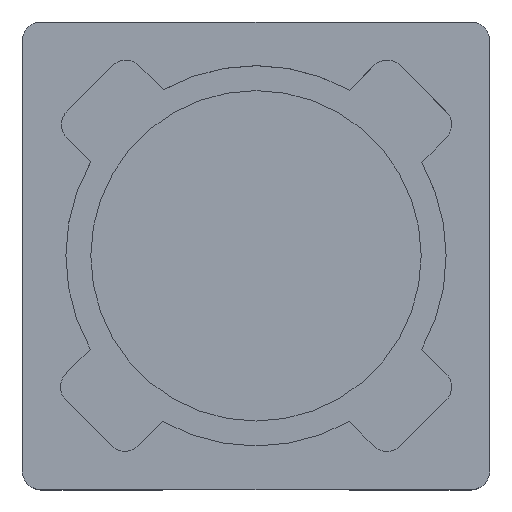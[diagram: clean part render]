
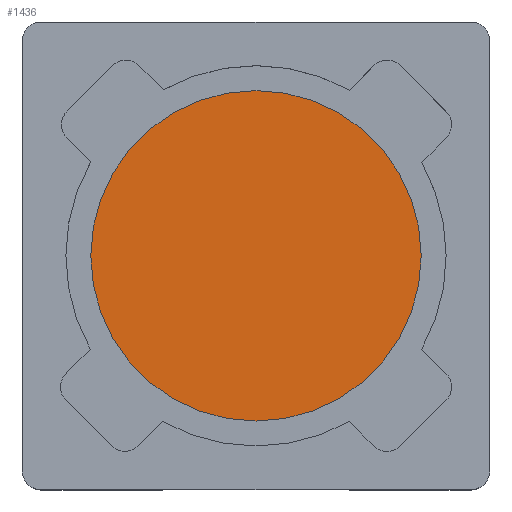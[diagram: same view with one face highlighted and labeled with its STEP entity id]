
A CAD part, top view. The second image highlights one B-rep face of the part: STEP entity #1436.
In plain terms, the highlighted planar face has unit normal (0, 0, 1).
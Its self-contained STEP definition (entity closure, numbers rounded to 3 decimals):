
#1356=CARTESIAN_POINT('',(2.65,0.0,3.55));
#1357=VERTEX_POINT('',#1356);
#1366=CARTESIAN_POINT('',(-2.65,0.,3.55));
#1367=VERTEX_POINT('',#1366);
#1368=CARTESIAN_POINT('',(0.0,0.0,3.55));
#1369=DIRECTION('',(0.0,0.0,-1.0));
#1370=DIRECTION('',(1.0,0.0,0.0));
#1371=AXIS2_PLACEMENT_3D('',#1368,#1369,#1370);
#1372=CIRCLE('',#1371,2.65);
#1373=EDGE_CURVE('',#1357,#1367,#1372,.T.);
#1407=CARTESIAN_POINT('',(0.0,0.0,3.55));
#1408=DIRECTION('',(0.0,0.0,-1.0));
#1409=DIRECTION('',(1.0,0.0,0.0));
#1410=AXIS2_PLACEMENT_3D('',#1407,#1408,#1409);
#1411=CIRCLE('',#1410,2.65);
#1412=EDGE_CURVE('',#1367,#1357,#1411,.T.);
#1427=CARTESIAN_POINT('',(0.0,0.0,3.55));
#1428=DIRECTION('',(0.0,0.0,1.0));
#1429=DIRECTION('',(1.0,0.0,0.0));
#1430=AXIS2_PLACEMENT_3D('',#1427,#1428,#1429);
#1431=PLANE('',#1430);
#1432=ORIENTED_EDGE('',*,*,#1373,.F.);
#1433=ORIENTED_EDGE('',*,*,#1412,.F.);
#1434=EDGE_LOOP('',(#1432,#1433));
#1435=FACE_OUTER_BOUND('',#1434,.T.);
#1436=ADVANCED_FACE('',(#1435),#1431,.T.);
